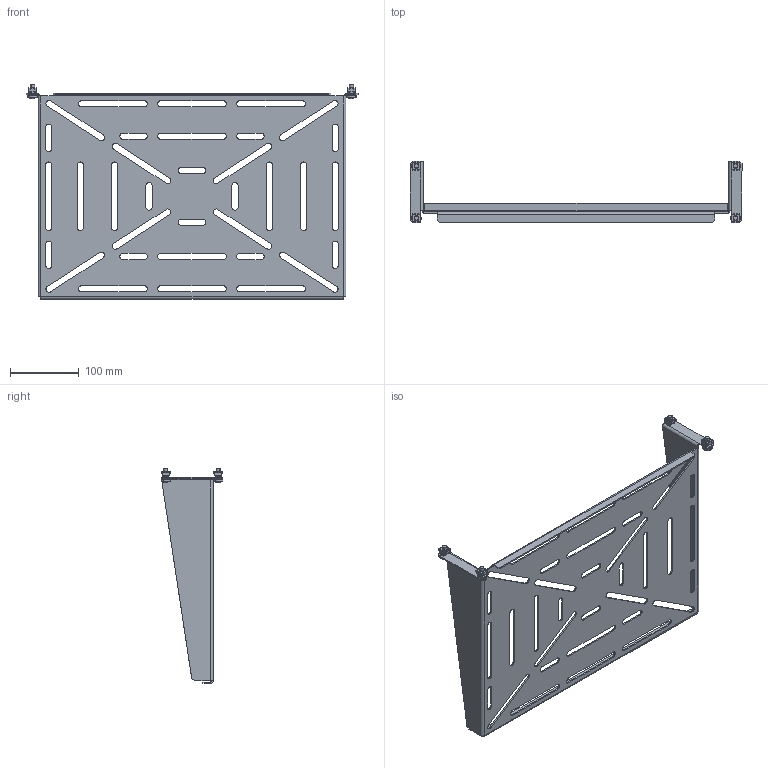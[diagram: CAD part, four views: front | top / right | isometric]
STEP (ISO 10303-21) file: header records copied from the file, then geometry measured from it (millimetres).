
FILE_DESCRIPTION (( 'STEP AP214' ), '1' );
FILE_NAME ('2010-7262-30-17.STEP', '2021-02-04T09:27:06', ( '' ), ( '' ), 'SwSTEP 2.0', 'SolidWorks 2019', '' );
FILE_SCHEMA (( 'AUTOMOTIVE_DESIGN' ));
Length unit declared in the file: millimetre
Products named in the file (10): 2010-7262-30-17; W0048671~0; 2070-0102-36-00; 2070-0006-14-06~0; 8000-7985-06-16; W0014162~0; W0193059~0
Assembly tree (21 placements, depth 3):
  2010-7262-30-17
    W0193059~0
    2070-0102-36-00
      W0048671~0
      W0014162~0
    8000-7985-06-16  x4
    2070-0006-14-06~0  x4
    2070-0102-36-00
      W0048671~0
      W0014162~0
    2070-0102-36-00
      W0048671~0
      W0014162~0
    2070-0102-36-00
      W0048671~0
      W0014162~0
Bounding box: 483 x 90.1 x 312.6 mm (x, y, z)
Volume: 312047.3 mm3; surface area: 330605.5 mm2
Topology: 25 solids, 25 shells, 934 faces, 2360 edges, 1476 vertices
Faces by surface type: plane 566, cylinder 304, cone 40, torus 16, sphere 8
Entity records: 13408 total; most frequent: CARTESIAN_POINT 2324, DIRECTION 2292, ORIENTED_EDGE 2184, EDGE_CURVE 1092, AXIS2_PLACEMENT_3D 789, VECTOR 714, LINE 714, VERTEX_POINT 693
